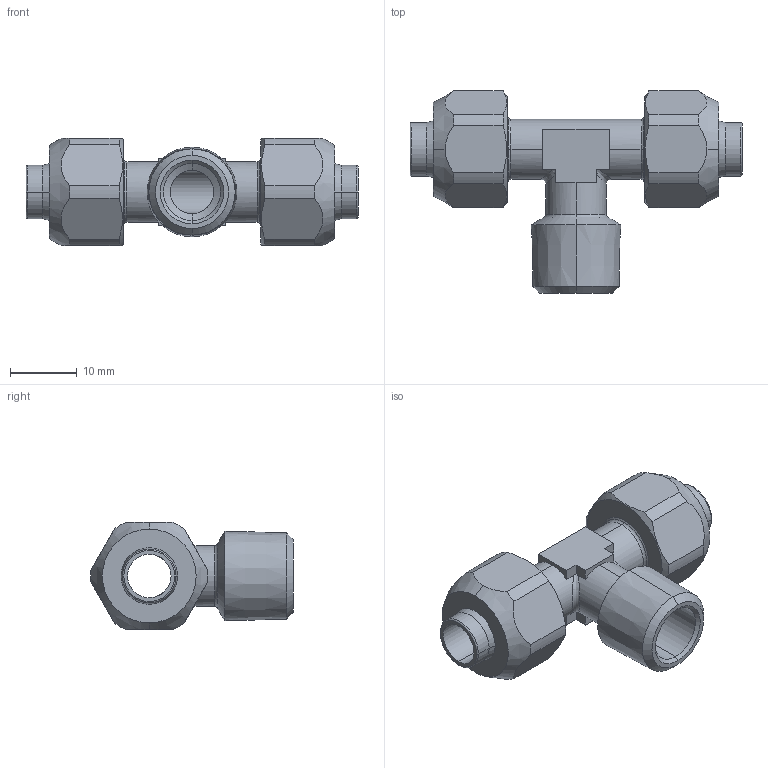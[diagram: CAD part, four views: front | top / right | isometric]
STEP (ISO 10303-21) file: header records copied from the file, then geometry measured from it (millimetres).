
FILE_DESCRIPTION (( 'STEP AP203' ), '1' );
FILE_NAME ('X2100052.STEP', '2011-07-20T12:09:18', ( 'Flavio' ), ( '' ), 'SwSTEP 2.0', 'SolidWorks 2011', '' );
FILE_SCHEMA (( 'CONFIG_CONTROL_DESIGN' ));
Length unit declared in the file: millimetre
Products named in the file (1): X2100052
Bounding box: 49.6 x 30.24 x 16 mm (x, y, z)
Volume: 5830.2 mm3; surface area: 4633.8 mm2
Topology: 1 solids, 1 shells, 106 faces, 268 edges, 167 vertices
Faces by surface type: plane 37, cylinder 31, cone 26, torus 10, bspline 2
Entity records: 3586 total; most frequent: CARTESIAN_POINT 991, ORIENTED_EDGE 536, DIRECTION 529, EDGE_CURVE 268, AXIS2_PLACEMENT_3D 209, VERTEX_POINT 167, EDGE_LOOP 113, VECTOR 111
